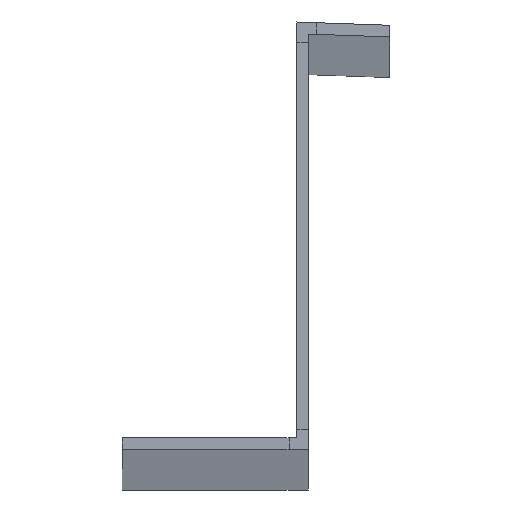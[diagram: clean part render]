
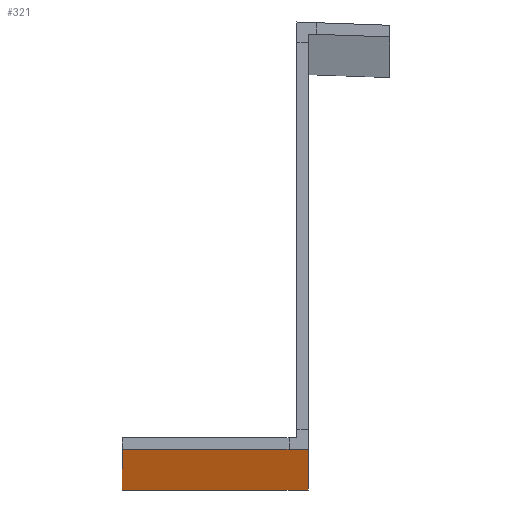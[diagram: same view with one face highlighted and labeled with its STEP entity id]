
A CAD part, top view. The second image highlights one B-rep face of the part: STEP entity #321.
In plain terms, the highlighted planar face has unit normal (0, -1, 0).
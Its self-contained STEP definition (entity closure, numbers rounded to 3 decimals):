
#12 = CARTESIAN_POINT ( 'NONE',  ( -24., 0., 1500. ) ) ;
#13 = VECTOR ( 'NONE', #457, 1000. ) ;
#16 = ORIENTED_EDGE ( 'NONE', *, *, #357, .F. ) ;
#22 = CARTESIAN_POINT ( 'NONE',  ( -2.5, 0., -1500. ) ) ;
#44 = LINE ( 'NONE', #84, #339 ) ;
#84 = CARTESIAN_POINT ( 'NONE',  ( 0., 0., -1500. ) ) ;
#99 = LINE ( 'NONE', #565, #419 ) ;
#134 = VECTOR ( 'NONE', #193, 1000. ) ;
#140 = LINE ( 'NONE', #380, #230 ) ;
#142 = DIRECTION ( 'NONE',  ( 0., 0., -1. ) ) ;
#158 = EDGE_CURVE ( 'NONE', #548, #182, #326, .T. ) ;
#182 = VERTEX_POINT ( 'NONE', #595 ) ;
#183 = EDGE_CURVE ( 'NONE', #295, #476, #378, .T. ) ;
#193 = DIRECTION ( 'NONE',  ( 1., 0., 0. ) ) ;
#230 = VECTOR ( 'NONE', #142, 1000. ) ;
#234 = CARTESIAN_POINT ( 'NONE',  ( -24., 0., 1500. ) ) ;
#245 = FACE_OUTER_BOUND ( 'NONE', #349, .T. ) ;
#248 = EDGE_CURVE ( 'NONE', #295, #437, #140, .T. ) ;
#250 = ORIENTED_EDGE ( 'NONE', *, *, #282, .T. ) ;
#254 = EDGE_CURVE ( 'NONE', #393, #182, #44, .T. ) ;
#269 = CARTESIAN_POINT ( 'NONE',  ( -24., 0., -1500. ) ) ;
#270 = DIRECTION ( 'NONE',  ( 1., 0., 0. ) ) ;
#282 = EDGE_CURVE ( 'NONE', #437, #393, #471, .T. ) ;
#289 = PLANE ( 'NONE',  #350 ) ;
#295 = VERTEX_POINT ( 'NONE', #12 ) ;
#321 = ADVANCED_FACE ( 'NONE', ( #245 ), #289, .F. ) ;
#326 = LINE ( 'NONE', #415, #513 ) ;
#339 = VECTOR ( 'NONE', #270, 1000. ) ;
#346 = ORIENTED_EDGE ( 'NONE', *, *, #254, .T. ) ;
#349 = EDGE_LOOP ( 'NONE', ( #250, #346, #577, #16, #461, #597 ) ) ;
#350 = AXIS2_PLACEMENT_3D ( 'NONE', #392, #475, #382 ) ;
#357 = EDGE_CURVE ( 'NONE', #476, #548, #99, .T. ) ;
#378 = LINE ( 'NONE', #234, #13 ) ;
#380 = CARTESIAN_POINT ( 'NONE',  ( -24., 0., 1500. ) ) ;
#382 = DIRECTION ( 'NONE',  ( 0., 0., 1. ) ) ;
#392 = CARTESIAN_POINT ( 'NONE',  ( -24., 0., 1500. ) ) ;
#393 = VERTEX_POINT ( 'NONE', #22 ) ;
#415 = CARTESIAN_POINT ( 'NONE',  ( 0., 0., 1500. ) ) ;
#419 = VECTOR ( 'NONE', #562, 1000. ) ;
#437 = VERTEX_POINT ( 'NONE', #269 ) ;
#457 = DIRECTION ( 'NONE',  ( 1., 0., 0. ) ) ;
#459 = CARTESIAN_POINT ( 'NONE',  ( -2.5, 0., 1500. ) ) ;
#461 = ORIENTED_EDGE ( 'NONE', *, *, #183, .F. ) ;
#471 = LINE ( 'NONE', #576, #134 ) ;
#475 = DIRECTION ( 'NONE',  ( 0., 1., 0. ) ) ;
#476 = VERTEX_POINT ( 'NONE', #459 ) ;
#511 = DIRECTION ( 'NONE',  ( 0., 0., -1. ) ) ;
#513 = VECTOR ( 'NONE', #511, 1000. ) ;
#548 = VERTEX_POINT ( 'NONE', #564 ) ;
#562 = DIRECTION ( 'NONE',  ( 1., 0., 0. ) ) ;
#564 = CARTESIAN_POINT ( 'NONE',  ( 0., 0., 1500. ) ) ;
#565 = CARTESIAN_POINT ( 'NONE',  ( -24., 0., 1500. ) ) ;
#576 = CARTESIAN_POINT ( 'NONE',  ( -24., 0., -1500. ) ) ;
#577 = ORIENTED_EDGE ( 'NONE', *, *, #158, .F. ) ;
#595 = CARTESIAN_POINT ( 'NONE',  ( 0., 0., -1500. ) ) ;
#597 = ORIENTED_EDGE ( 'NONE', *, *, #248, .T. ) ;
